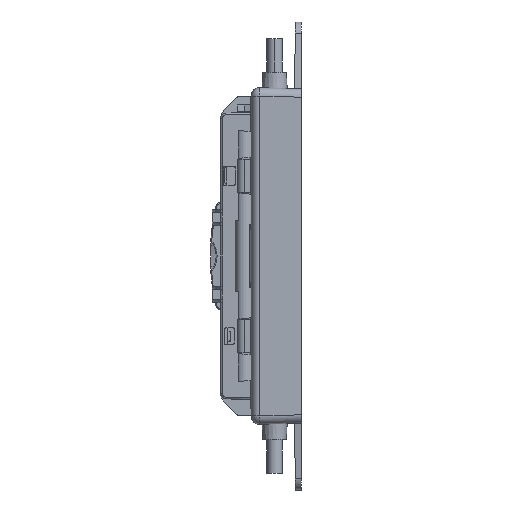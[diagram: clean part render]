
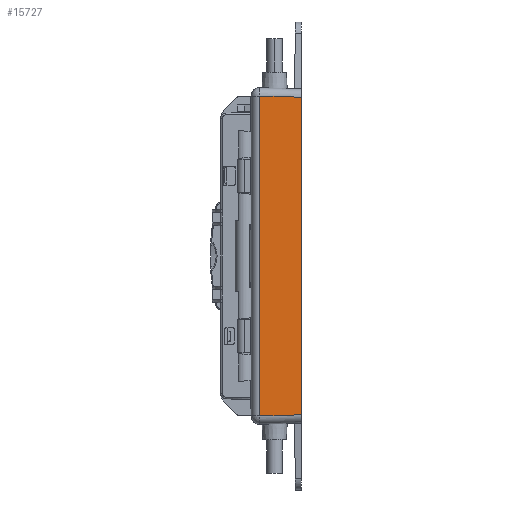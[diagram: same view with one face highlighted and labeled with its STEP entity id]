
A CAD part, left-side view. The second image highlights one B-rep face of the part: STEP entity #15727.
In plain terms, the highlighted planar face has unit normal (-1, -0.026, 0).
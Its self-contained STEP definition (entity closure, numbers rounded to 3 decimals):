
#1584=DIRECTION('',(0.,0.,-1.));
#1585=VECTOR('',#1584,95.653);
#1586=CARTESIAN_POINT('',(-26.976,-2.565,
47.826));
#1587=LINE('',#1586,#1585);
#1592=DIRECTION('',(0.026,-0.999,-0.026));
#1593=VECTOR('',#1592,12.443);
#1594=CARTESIAN_POINT('',(-26.976,-2.565,
47.826));
#1595=LINE('',#1594,#1593);
#1596=DIRECTION('',(0.,0.,-1.));
#1597=VECTOR('',#1596,95.002);
#1598=CARTESIAN_POINT('',(-26.65,-15.,
47.501));
#1599=LINE('',#1598,#1597);
#1600=DIRECTION('',(-0.026,0.999,-0.026));
#1601=VECTOR('',#1600,12.443);
#1602=CARTESIAN_POINT('',(-26.65,-15.,
-47.501));
#1603=LINE('',#1602,#1601);
#2024=CARTESIAN_POINT('',(-26.65,-15.,
47.501));
#2132=CARTESIAN_POINT('',(-26.65,-15.,-47.501));
#11446=VERTEX_POINT('',#2024);
#11480=VERTEX_POINT('',#2132);
#11916=CARTESIAN_POINT('',(-26.976,-2.565,
47.826));
#11917=VERTEX_POINT('',#11916);
#11918=CARTESIAN_POINT('',(-26.976,-2.565,
-47.826));
#11919=VERTEX_POINT('',#11918);
#15714=CARTESIAN_POINT('',(-26.65,-15.,-51.829));
#15715=DIRECTION('',(-1.,-0.026,0.));
#15716=DIRECTION('',(0.,0.,1.));
#15717=AXIS2_PLACEMENT_3D('',#15714,#15715,#15716);
#15718=PLANE('',#15717);
#15719=ORIENTED_EDGE('',*,*,#15698,.F.);
#15721=ORIENTED_EDGE('',*,*,#15720,.T.);
#15723=ORIENTED_EDGE('',*,*,#15722,.T.);
#15724=ORIENTED_EDGE('',*,*,#15659,.T.);
#15725=EDGE_LOOP('',(#15719,#15721,#15723,#15724));
#15726=FACE_OUTER_BOUND('',#15725,.F.);
#15727=ADVANCED_FACE('',(#15726),#15718,.T.);
#15659=EDGE_CURVE('',#11480,#11919,#1603,.T.);
#15698=EDGE_CURVE('',#11917,#11919,#1587,.T.);
#15720=EDGE_CURVE('',#11917,#11446,#1595,.T.);
#15722=EDGE_CURVE('',#11446,#11480,#1599,.T.);
